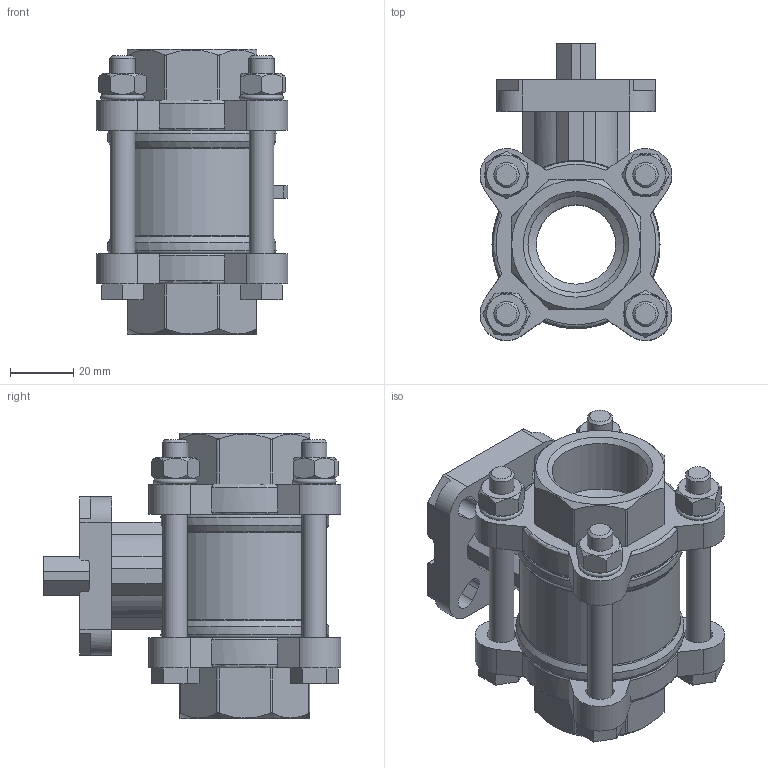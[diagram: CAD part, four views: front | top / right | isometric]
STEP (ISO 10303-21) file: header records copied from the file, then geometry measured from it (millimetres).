
FILE_DESCRIPTION(/* description */ ('STEP AP214'),/* implementation_level */ '2;1');
FILE_NAME(/* name */ '1686640_VZBA-1-GG-63-T-22-F0405-V4V4T',/* time_stamp */ '2024-09-17T23:34:49+02:00',/* author */ ('License CC BY-ND 4.0'),/* organization */ ('CADENAS'),/* preprocessor_version */ 'ST-DEVELOPER v19.3',/* originating_system */ 'PARTsolutions',/* authorisation */ ' ');
FILE_SCHEMA (('AUTOMOTIVE_DESIGN {1 0 10303 214 3 1 1}'));
Length unit declared in the file: millimetre
Products named in the file (1): 1686640 VZBA-1''-GG-63-T-22-F0405-V4V4T
Bounding box: 60.48 x 93.74 x 90 mm (x, y, z)
Volume: 176647.5 mm3; surface area: 49344.8 mm2
Topology: 1 solids, 1 shells, 307 faces, 808 edges, 531 vertices
Faces by surface type: plane 183, cylinder 79, cone 27, torus 18
Full cylindrical faces by diameter (mm): 4.8 x1, 7.75 x4, 8 x4, 9 x9, 15 x1, 25 x1, 30.291 x2, 32.2 x1, 53 x2
Entity records: 9456 total; most frequent: CARTESIAN_POINT 2188, ORIENTED_EDGE 1472, DIRECTION 1431, EDGE_CURVE 736, AXIS2_PLACEMENT_3D 527, VERTEX_POINT 515, EDGE_LOOP 413, FACE_BOUND 413
